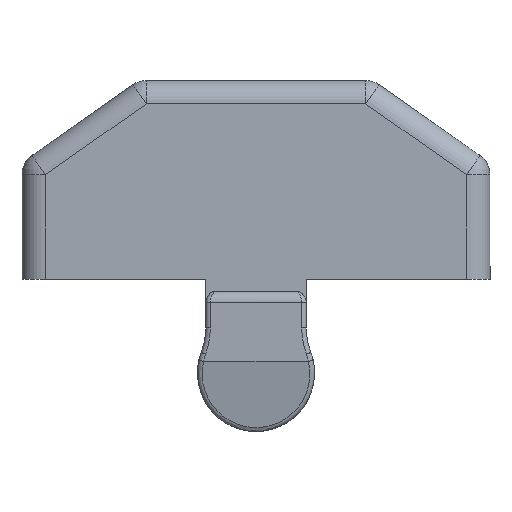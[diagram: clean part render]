
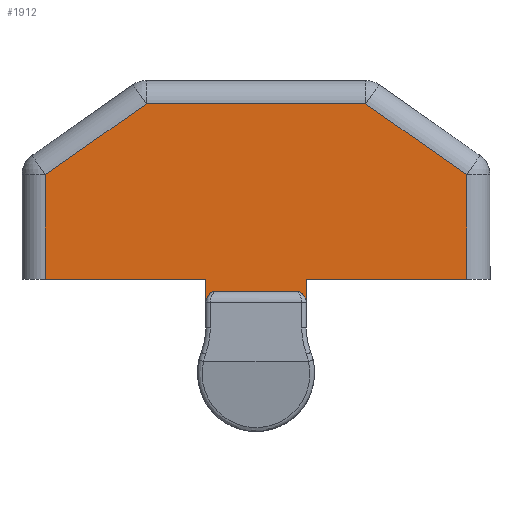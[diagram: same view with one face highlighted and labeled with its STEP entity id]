
A CAD part, left-side view. The second image highlights one B-rep face of the part: STEP entity #1912.
In plain terms, the highlighted planar face has unit normal (-1, 0, 0).
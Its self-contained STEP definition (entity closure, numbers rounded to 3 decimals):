
#204=FACE_OUTER_BOUND('',#322,.T.);
#322=EDGE_LOOP('',(#1501,#1502,#1503,#1504,#1505,#1506,#1507,#1508,#1509,
#1510,#1511,#1512));
#450=CIRCLE('',#2144,0.5);
#451=CIRCLE('',#2145,0.5);
#504=LINE('',#2917,#634);
#549=LINE('',#3115,#679);
#575=LINE('',#3203,#705);
#576=LINE('',#3209,#706);
#577=LINE('',#3213,#707);
#578=LINE('',#3219,#708);
#580=LINE('',#3227,#710);
#581=LINE('',#3235,#711);
#582=LINE('',#3239,#712);
#583=LINE('',#3241,#713);
#634=VECTOR('',#2272,6.848);
#679=VECTOR('',#2525,1.);
#705=VECTOR('',#2627,4.479);
#706=VECTOR('',#2636,5.266);
#707=VECTOR('',#2641,9.372);
#708=VECTOR('',#2650,5.266);
#710=VECTOR('',#2658,4.479);
#711=VECTOR('',#2671,1.);
#712=VECTOR('',#2674,3.305);
#713=VECTOR('',#2677,6.848);
#773=VERTEX_POINT('',#2914);
#774=VERTEX_POINT('',#2916);
#822=VERTEX_POINT('',#3112);
#823=VERTEX_POINT('',#3114);
#847=VERTEX_POINT('',#3202);
#848=VERTEX_POINT('',#3206);
#849=VERTEX_POINT('',#3212);
#850=VERTEX_POINT('',#3216);
#851=VERTEX_POINT('',#3221);
#854=VERTEX_POINT('',#3234);
#855=VERTEX_POINT('',#3236);
#856=VERTEX_POINT('',#3238);
#925=EDGE_CURVE('',#773,#774,#504,.T.);
#1024=EDGE_CURVE('',#822,#823,#549,.T.);
#1068=EDGE_CURVE('',#774,#847,#575,.T.);
#1072=EDGE_CURVE('',#847,#848,#576,.T.);
#1074=EDGE_CURVE('',#848,#849,#577,.T.);
#1078=EDGE_CURVE('',#849,#850,#578,.T.);
#1082=EDGE_CURVE('',#850,#851,#580,.T.);
#1084=EDGE_CURVE('',#854,#773,#581,.T.);
#1085=EDGE_CURVE('',#855,#854,#450,.F.);
#1086=EDGE_CURVE('',#856,#855,#582,.T.);
#1087=EDGE_CURVE('',#823,#856,#451,.F.);
#1088=EDGE_CURVE('',#851,#822,#583,.T.);
#1501=ORIENTED_EDGE('',*,*,#1068,.F.);
#1502=ORIENTED_EDGE('',*,*,#925,.F.);
#1503=ORIENTED_EDGE('',*,*,#1084,.F.);
#1504=ORIENTED_EDGE('',*,*,#1085,.F.);
#1505=ORIENTED_EDGE('',*,*,#1086,.F.);
#1506=ORIENTED_EDGE('',*,*,#1087,.F.);
#1507=ORIENTED_EDGE('',*,*,#1024,.F.);
#1508=ORIENTED_EDGE('',*,*,#1088,.F.);
#1509=ORIENTED_EDGE('',*,*,#1082,.F.);
#1510=ORIENTED_EDGE('',*,*,#1078,.F.);
#1511=ORIENTED_EDGE('',*,*,#1074,.F.);
#1512=ORIENTED_EDGE('',*,*,#1072,.F.);
#1701=PLANE('',#2143);
#1912=ADVANCED_FACE('',(#204),#1701,.T.);
#2143=AXIS2_PLACEMENT_3D('',#3233,#2669,#2670);
#2144=AXIS2_PLACEMENT_3D('',#3237,#2672,#2673);
#2145=AXIS2_PLACEMENT_3D('',#3240,#2675,#2676);
#2272=DIRECTION('',(0.,1.,0.));
#2525=DIRECTION('',(0.,0.,-1.));
#2627=DIRECTION('',(0.,0.,1.));
#2636=DIRECTION('',(0.,-0.819,0.574));
#2641=DIRECTION('',(0.,-1.,0.));
#2650=DIRECTION('',(0.,-0.819,-0.574));
#2658=DIRECTION('',(0.,0.,-1.));
#2669=DIRECTION('center_axis',(-1.,0.,0.));
#2670=DIRECTION('ref_axis',(0.,0.,1.));
#2671=DIRECTION('',(0.,0.,1.));
#2672=DIRECTION('center_axis',(1.,0.,0.));
#2673=DIRECTION('ref_axis',(0.,0.707,0.707));
#2674=DIRECTION('',(0.,1.,0.));
#2675=DIRECTION('center_axis',(1.,0.,0.));
#2676=DIRECTION('ref_axis',(0.,-0.707,0.707));
#2677=DIRECTION('',(0.,1.,0.));
#2914=CARTESIAN_POINT('',(-18.,2.152,4.));
#2916=CARTESIAN_POINT('',(-18.,9.,4.));
#2917=CARTESIAN_POINT('',(-18.,2.152,4.));
#3112=CARTESIAN_POINT('',(-18.,-2.152,4.));
#3114=CARTESIAN_POINT('',(-18.,-2.152,3.));
#3115=CARTESIAN_POINT('',(-18.,-2.152,4.));
#3202=CARTESIAN_POINT('',(-18.,9.,8.479));
#3203=CARTESIAN_POINT('',(-18.,9.,4.));
#3206=CARTESIAN_POINT('',(-18.,4.686,11.5));
#3209=CARTESIAN_POINT('',(-18.,9.,8.479));
#3212=CARTESIAN_POINT('',(-18.,-4.686,11.5));
#3213=CARTESIAN_POINT('',(-18.,4.686,11.5));
#3216=CARTESIAN_POINT('',(-18.,-9.,8.479));
#3219=CARTESIAN_POINT('',(-18.,-4.686,11.5));
#3221=CARTESIAN_POINT('',(-18.,-9.,4.));
#3227=CARTESIAN_POINT('',(-18.,-9.,8.479));
#3233=CARTESIAN_POINT('Origin',(-18.,-9.,7.25));
#3234=CARTESIAN_POINT('',(-18.,2.152,3.));
#3235=CARTESIAN_POINT('',(-18.,2.152,3.));
#3236=CARTESIAN_POINT('',(-18.,1.652,3.5));
#3237=CARTESIAN_POINT('Origin',(-18.,1.652,3.));
#3238=CARTESIAN_POINT('',(-18.,-1.652,3.5));
#3239=CARTESIAN_POINT('',(-18.,-1.652,3.5));
#3240=CARTESIAN_POINT('Origin',(-18.,-1.652,3.));
#3241=CARTESIAN_POINT('',(-18.,-9.,4.));
